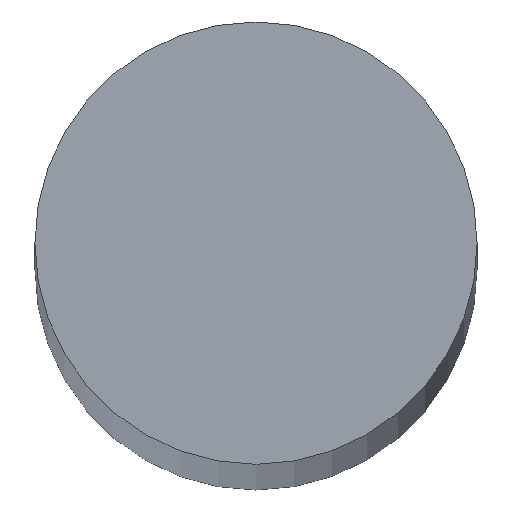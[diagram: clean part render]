
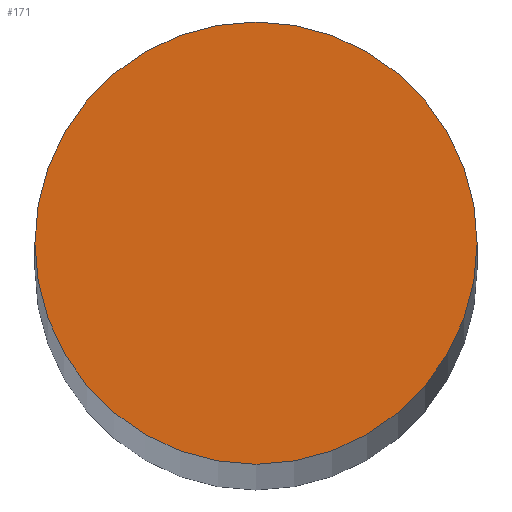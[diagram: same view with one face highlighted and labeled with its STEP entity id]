
A CAD part, top view. The second image highlights one B-rep face of the part: STEP entity #171.
In plain terms, the highlighted planar face has unit normal (0, 0, 1).
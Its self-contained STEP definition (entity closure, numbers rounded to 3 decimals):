
#13 = EDGE_CURVE ( 'NONE', #67, #116, #170, .T. ) ;
#18 = CIRCLE ( 'NONE', #51, 1.5 ) ;
#23 = DIRECTION ( 'NONE',  ( 0., 0., 1. ) ) ;
#30 = EDGE_CURVE ( 'NONE', #116, #67, #18, .T. ) ;
#33 = CARTESIAN_POINT ( 'NONE',  ( -1.5, 0., 100. ) ) ;
#44 = ORIENTED_EDGE ( 'NONE', *, *, #13, .T. ) ;
#49 = ORIENTED_EDGE ( 'NONE', *, *, #30, .T. ) ;
#51 = AXIS2_PLACEMENT_3D ( 'NONE', #78, #80, #168 ) ;
#67 = VERTEX_POINT ( 'NONE', #156 ) ;
#78 = CARTESIAN_POINT ( 'NONE',  ( 0., 0., 100. ) ) ;
#80 = DIRECTION ( 'NONE',  ( 0., 0., 1. ) ) ;
#88 = FACE_OUTER_BOUND ( 'NONE', #130, .T. ) ;
#89 = PLANE ( 'NONE',  #149 ) ;
#93 = AXIS2_PLACEMENT_3D ( 'NONE', #117, #106, #105 ) ;
#105 = DIRECTION ( 'NONE',  ( 1., 0., 0. ) ) ;
#106 = DIRECTION ( 'NONE',  ( 0., 0., 1. ) ) ;
#116 = VERTEX_POINT ( 'NONE', #33 ) ;
#117 = CARTESIAN_POINT ( 'NONE',  ( 0., 0., 100. ) ) ;
#130 = EDGE_LOOP ( 'NONE', ( #49, #44 ) ) ;
#143 = CARTESIAN_POINT ( 'NONE',  ( 0., 0., 100. ) ) ;
#145 = DIRECTION ( 'NONE',  ( 1., 0., 0. ) ) ;
#149 = AXIS2_PLACEMENT_3D ( 'NONE', #143, #23, #145 ) ;
#156 = CARTESIAN_POINT ( 'NONE',  ( 1.5, 0., 100. ) ) ;
#168 = DIRECTION ( 'NONE',  ( 1., 0., 0. ) ) ;
#170 = CIRCLE ( 'NONE', #93, 1.5 ) ;
#171 = ADVANCED_FACE ( 'NONE', ( #88 ), #89, .T. ) ;
